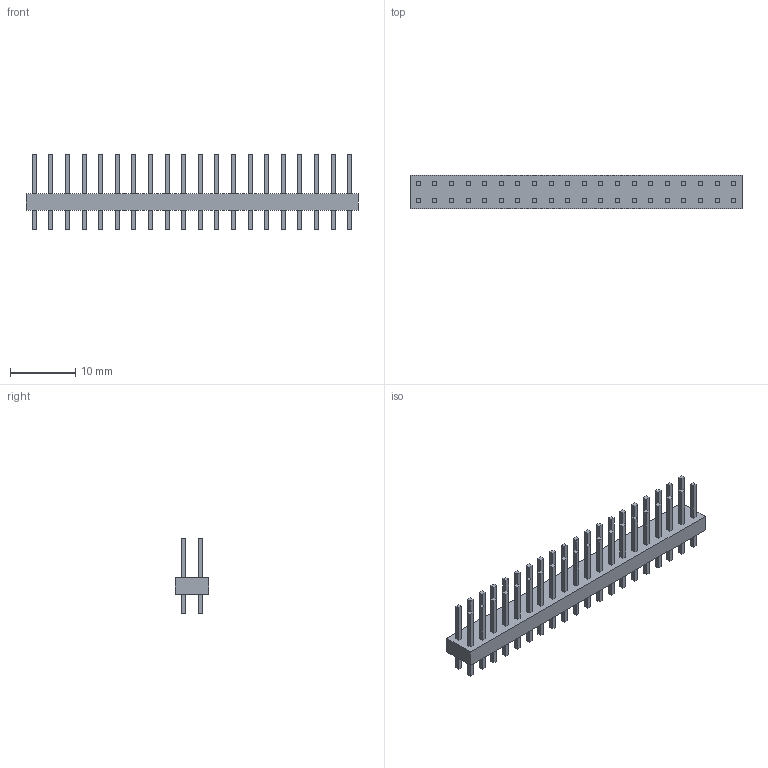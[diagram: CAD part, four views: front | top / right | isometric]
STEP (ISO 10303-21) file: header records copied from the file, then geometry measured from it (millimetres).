
FILE_DESCRIPTION (( 'STEP AP203' ), '1' );
FILE_NAME ('074-0221-000_3.step_Default_sldprt.STEP', '2021-02-13T10:54:53', ( '' ), ( '' ), 'SwSTEP 2.0', 'SolidWorks 2019', '' );
FILE_SCHEMA (( 'CONFIG_CONTROL_DESIGN' ));
Length unit declared in the file: metre
Products named in the file (1): 074-0221-000_3.step_Default_sldprt
Bounding box: 50.8 x 5.08 x 11.6 mm (x, y, z)
Volume: 803.9 mm3; surface area: 1727.7 mm2
Topology: 1 solids, 1 shells, 406 faces, 972 edges, 648 vertices
Faces by surface type: plane 406
Entity records: 11593 total; most frequent: CARTESIAN_POINT 2027, ORIENTED_EDGE 1944, DIRECTION 1786, LINE 972, EDGE_CURVE 972, VECTOR 972, VERTEX_POINT 648, EDGE_LOOP 486
